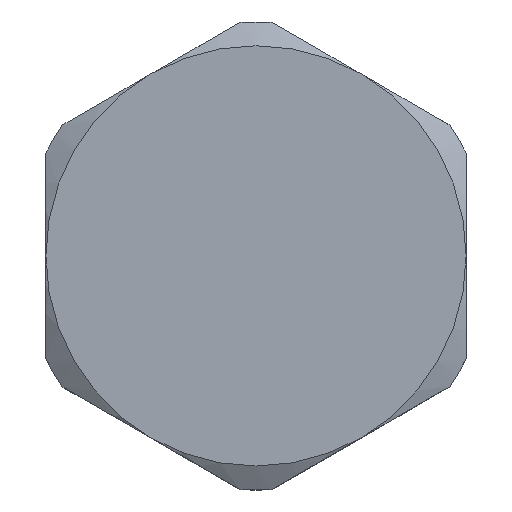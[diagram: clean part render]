
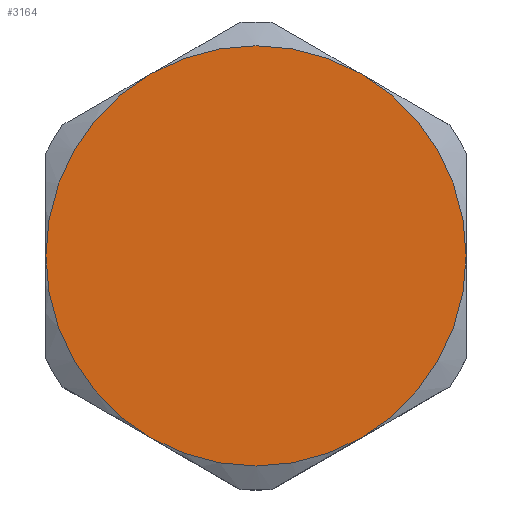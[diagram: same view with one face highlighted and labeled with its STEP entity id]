
A CAD part, top view. The second image highlights one B-rep face of the part: STEP entity #3164.
In plain terms, the highlighted planar face has unit normal (0, 0, 1).
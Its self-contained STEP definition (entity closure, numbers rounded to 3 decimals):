
#199 = EDGE_CURVE ( 'NONE', #6996, #7022, #2246, .T. ) ;
#200 = EDGE_CURVE ( 'NONE', #6992, #6996, #2237, .T. ) ;
#201 = EDGE_CURVE ( 'NONE', #7000, #6992, #2250, .T. ) ;
#202 = EDGE_CURVE ( 'NONE', #7014, #7000, #2252, .T. ) ;
#203 = EDGE_CURVE ( 'NONE', #7006, #7014, #2254, .T. ) ;
#204 = EDGE_CURVE ( 'NONE', #7022, #7006, #2255, .T. ) ;
#525 = CARTESIAN_POINT ( 'NONE',  ( 7.143, -12.371, 0. ) ) ;
#571 = CARTESIAN_POINT ( 'NONE',  ( -7.142, 12.371, 0. ) ) ;
#572 = CARTESIAN_POINT ( 'NONE',  ( 14.285, 0., 0. ) ) ;
#607 = CARTESIAN_POINT ( 'NONE',  ( 7.142, 12.371, 0. ) ) ;
#615 = CARTESIAN_POINT ( 'NONE',  ( -14.285, 0., 0. ) ) ;
#649 = CARTESIAN_POINT ( 'NONE',  ( -7.143, -12.371, 0. ) ) ;
#784 = AXIS2_PLACEMENT_3D ( 'NONE', #1439, #1438, #1436 ) ;
#785 = AXIS2_PLACEMENT_3D ( 'NONE', #1441, #1440, #1445 ) ;
#786 = AXIS2_PLACEMENT_3D ( 'NONE', #1443, #1449, #1447 ) ;
#787 = AXIS2_PLACEMENT_3D ( 'NONE', #1456, #1455, #1453 ) ;
#788 = AXIS2_PLACEMENT_3D ( 'NONE', #1450, #1460, #1459 ) ;
#789 = AXIS2_PLACEMENT_3D ( 'NONE', #1464, #1463, #1461 ) ;
#915 = AXIS2_PLACEMENT_3D ( 'NONE', #7799, #7581, #7425 ) ;
#1436 = DIRECTION ( 'NONE',  ( -1., 0., 0. ) ) ;
#1438 = DIRECTION ( 'NONE',  ( 0., 0., 1. ) ) ;
#1439 = CARTESIAN_POINT ( 'NONE',  ( 0., 0., 0. ) ) ;
#1440 = DIRECTION ( 'NONE',  ( 0., 0., 1. ) ) ;
#1441 = CARTESIAN_POINT ( 'NONE',  ( 0., 0., 0. ) ) ;
#1443 = CARTESIAN_POINT ( 'NONE',  ( 0., 0., 0. ) ) ;
#1445 = DIRECTION ( 'NONE',  ( -1., 0., 0. ) ) ;
#1447 = DIRECTION ( 'NONE',  ( -1., 0., 0. ) ) ;
#1449 = DIRECTION ( 'NONE',  ( 0., 0., 1. ) ) ;
#1450 = CARTESIAN_POINT ( 'NONE',  ( 0., 0., 0. ) ) ;
#1453 = DIRECTION ( 'NONE',  ( -1., 0., 0. ) ) ;
#1455 = DIRECTION ( 'NONE',  ( 0., 0., 1. ) ) ;
#1456 = CARTESIAN_POINT ( 'NONE',  ( 0., 0., 0. ) ) ;
#1459 = DIRECTION ( 'NONE',  ( -1., 0., 0. ) ) ;
#1460 = DIRECTION ( 'NONE',  ( 0., 0., 1. ) ) ;
#1461 = DIRECTION ( 'NONE',  ( -1., 0., 0. ) ) ;
#1463 = DIRECTION ( 'NONE',  ( 0., 0., 1. ) ) ;
#1464 = CARTESIAN_POINT ( 'NONE',  ( 0., 0., 0. ) ) ;
#2237 = CIRCLE ( 'NONE', #785, 14.285 ) ;
#2246 = CIRCLE ( 'NONE', #784, 14.285 ) ;
#2250 = CIRCLE ( 'NONE', #786, 14.285 ) ;
#2252 = CIRCLE ( 'NONE', #787, 14.285 ) ;
#2254 = CIRCLE ( 'NONE', #788, 14.285 ) ;
#2255 = CIRCLE ( 'NONE', #789, 14.285 ) ;
#2748 = FACE_OUTER_BOUND ( 'NONE', #6500, .T. ) ;
#3164 = ADVANCED_FACE ( 'NONE', ( #2748 ), #7791, .F. ) ;
#6500 = EDGE_LOOP ( 'NONE', ( #6674, #6728, #6720, #6698, #6709, #6732 ) ) ;
#6674 = ORIENTED_EDGE ( 'NONE', *, *, #201, .T. ) ;
#6698 = ORIENTED_EDGE ( 'NONE', *, *, #204, .T. ) ;
#6709 = ORIENTED_EDGE ( 'NONE', *, *, #203, .T. ) ;
#6720 = ORIENTED_EDGE ( 'NONE', *, *, #199, .T. ) ;
#6728 = ORIENTED_EDGE ( 'NONE', *, *, #200, .T. ) ;
#6732 = ORIENTED_EDGE ( 'NONE', *, *, #202, .T. ) ;
#6992 = VERTEX_POINT ( 'NONE', #525 ) ;
#6996 = VERTEX_POINT ( 'NONE', #572 ) ;
#7000 = VERTEX_POINT ( 'NONE', #649 ) ;
#7006 = VERTEX_POINT ( 'NONE', #571 ) ;
#7014 = VERTEX_POINT ( 'NONE', #615 ) ;
#7022 = VERTEX_POINT ( 'NONE', #607 ) ;
#7425 = DIRECTION ( 'NONE',  ( 0., -1., 0. ) ) ;
#7581 = DIRECTION ( 'NONE',  ( 0., 0., -1. ) ) ;
#7791 = PLANE ( 'NONE',  #915 ) ;
#7799 = CARTESIAN_POINT ( 'NONE',  ( 0., -16.495, 0. ) ) ;
